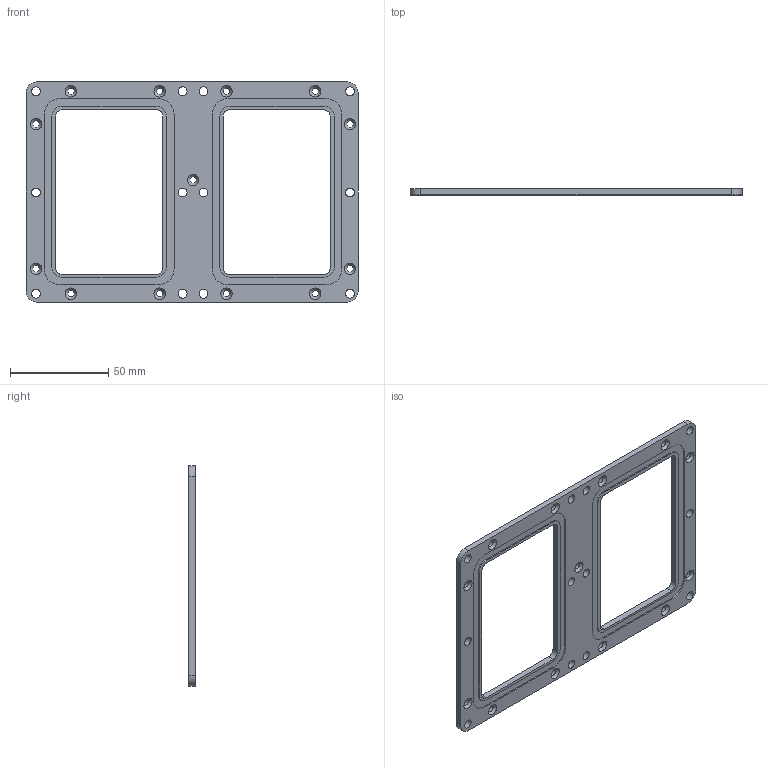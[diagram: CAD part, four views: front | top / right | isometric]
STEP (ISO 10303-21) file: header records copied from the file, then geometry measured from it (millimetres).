
FILE_DESCRIPTION(/* description */ (''),/* implementation_level */ '2;1');
FILE_NAME(/* name */ '1006351A-exact-GASKET.step',/* time_stamp */ '2023-04-23T11:15:46-05:00',/* author */ (''),/* organization */ (''),/* preprocessor_version */ 'ST-DEVELOPER v19.2',/* originating_system */ 'Autodesk Translation Framework v12.4.0.73',/* authorisation */ '');
FILE_SCHEMA (('AUTOMOTIVE_DESIGN { 1 0 10303 214 3 1 1 }'));
Length unit declared in the file: inch
Products named in the file (2): 1006351A-exact-GASKET; 1006351A-GASKET
Assembly tree (1 placements, depth 2):
  1006351A-exact-GASKET
    1006351A-GASKET
Bounding box: 169.21 x 3.2 x 112.27 mm (x, y, z)
Volume: 28811.3 mm3; surface area: 24278.7 mm2
Topology: 1 solids, 1 shells, 100 faces, 269 edges, 175 vertices
Faces by surface type: cylinder 53, plane 34, cone 13
Full cylindrical faces by diameter (mm): 3.378 x13, 4.572 x12
Entity records: 3338 total; most frequent: DIRECTION 594, CARTESIAN_POINT 547, ORIENTED_EDGE 538, EDGE_CURVE 269, AXIS2_PLACEMENT_3D 222, VERTEX_POINT 175, EDGE_LOOP 158, LINE 150
